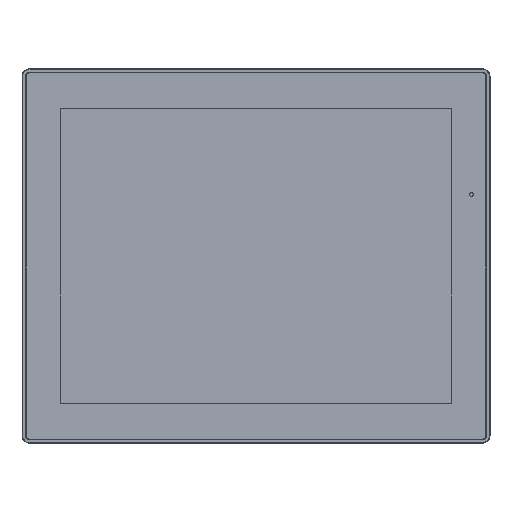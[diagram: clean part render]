
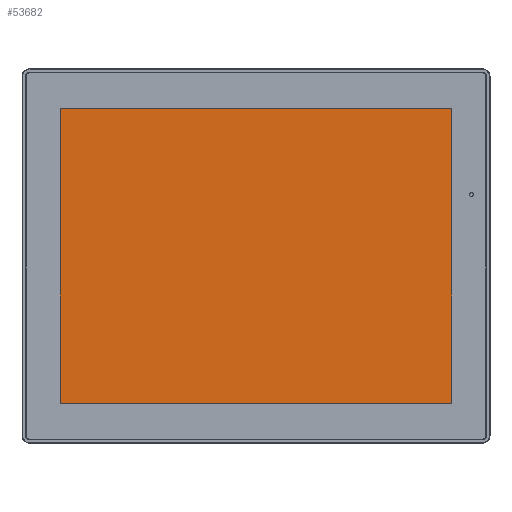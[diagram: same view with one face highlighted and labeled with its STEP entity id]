
A CAD part, top view. The second image highlights one B-rep face of the part: STEP entity #53682.
In plain terms, the highlighted planar face has unit normal (0, 0, 1).
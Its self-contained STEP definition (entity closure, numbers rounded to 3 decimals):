
#1345 = VECTOR ( 'NONE', #12875, 1000. ) ;
#1404 = VECTOR ( 'NONE', #13432, 1000. ) ;
#7042 = FACE_OUTER_BOUND ( 'NONE', #29944, .T. ) ;
#10617 = CARTESIAN_POINT ( 'NONE',  ( -153., -115., 4.9 ) ) ;
#10620 = CARTESIAN_POINT ( 'NONE',  ( -153., 115., 4.9 ) ) ;
#10631 = CARTESIAN_POINT ( 'NONE',  ( 153., 115., 4.9 ) ) ;
#10832 = CARTESIAN_POINT ( 'NONE',  ( 153., -115., 4.9 ) ) ;
#11552 = LINE ( 'NONE', #11558, #38161 ) ;
#11558 = CARTESIAN_POINT ( 'NONE',  ( 179.85, 115., 4.9 ) ) ;
#11559 = DIRECTION ( 'NONE',  ( -1., 0., 0. ) ) ;
#12564 = LINE ( 'NONE', #12565, #50182 ) ;
#12565 = CARTESIAN_POINT ( 'NONE',  ( 153., 143.35, 4.9 ) ) ;
#12567 = DIRECTION ( 'NONE',  ( 0., 1., 0. ) ) ;
#12871 = LINE ( 'NONE', #12873, #1345 ) ;
#12873 = CARTESIAN_POINT ( 'NONE',  ( -153., 143.35, 4.9 ) ) ;
#12875 = DIRECTION ( 'NONE',  ( 0., -1., 0. ) ) ;
#13428 = LINE ( 'NONE', #13430, #1404 ) ;
#13430 = CARTESIAN_POINT ( 'NONE',  ( 179.85, -115., 4.9 ) ) ;
#13432 = DIRECTION ( 'NONE',  ( 1., 0., 0. ) ) ;
#27551 = AXIS2_PLACEMENT_3D ( 'NONE', #43974, #43980, #43981 ) ;
#29944 = EDGE_LOOP ( 'NONE', ( #48173, #48930, #48274, #48085 ) ) ;
#34908 = EDGE_CURVE ( 'NONE', #38378, #38237, #12564, .T. ) ;
#35304 = EDGE_CURVE ( 'NONE', #38231, #38229, #12871, .T. ) ;
#35386 = EDGE_CURVE ( 'NONE', #38229, #38378, #13428, .T. ) ;
#35631 = EDGE_CURVE ( 'NONE', #38237, #38231, #11552, .T. ) ;
#38161 = VECTOR ( 'NONE', #11559, 1000. ) ;
#38229 = VERTEX_POINT ( 'NONE', #10617 ) ;
#38231 = VERTEX_POINT ( 'NONE', #10620 ) ;
#38237 = VERTEX_POINT ( 'NONE', #10631 ) ;
#38378 = VERTEX_POINT ( 'NONE', #10832 ) ;
#43974 = CARTESIAN_POINT ( 'NONE',  ( 179.85, 143.35, 4.9 ) ) ;
#43979 = PLANE ( 'NONE',  #27551 ) ;
#43980 = DIRECTION ( 'NONE',  ( 0., 0., -1. ) ) ;
#43981 = DIRECTION ( 'NONE',  ( 0., 1., 0. ) ) ;
#48085 = ORIENTED_EDGE ( 'NONE', *, *, #35304, .T. ) ;
#48173 = ORIENTED_EDGE ( 'NONE', *, *, #35386, .T. ) ;
#48274 = ORIENTED_EDGE ( 'NONE', *, *, #35631, .T. ) ;
#48930 = ORIENTED_EDGE ( 'NONE', *, *, #34908, .T. ) ;
#50182 = VECTOR ( 'NONE', #12567, 1000. ) ;
#53682 = ADVANCED_FACE ( 'NONE', ( #7042 ), #43979, .F. ) ;
